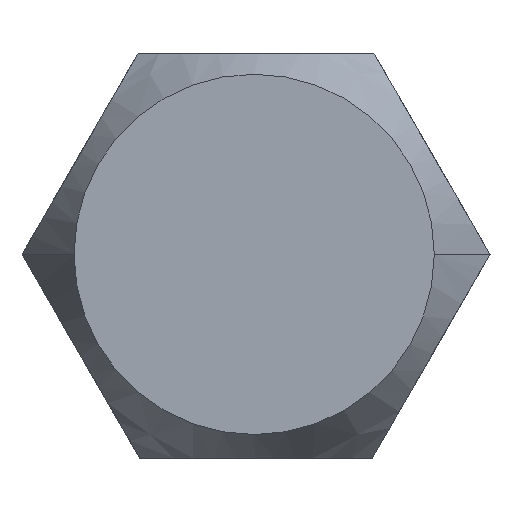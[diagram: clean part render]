
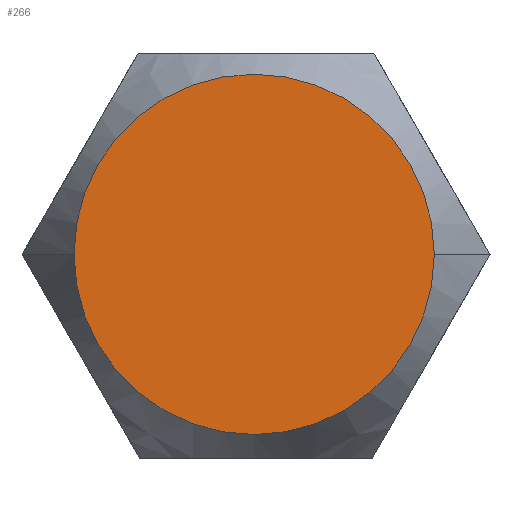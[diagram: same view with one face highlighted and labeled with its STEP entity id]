
A CAD part, front view. The second image highlights one B-rep face of the part: STEP entity #266.
In plain terms, the highlighted planar face has unit normal (0, -1, 0).
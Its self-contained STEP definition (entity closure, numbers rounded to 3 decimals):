
#114 = CARTESIAN_POINT ( 'NONE',  ( -2.8, 0., 0. ) ) ;
#187 = CARTESIAN_POINT ( 'NONE',  ( 2.8, 0., 0. ) ) ;
#266 = ADVANCED_FACE ( 'NONE', ( #3370 ), #2928, .T. ) ;
#345 = DIRECTION ( 'NONE',  ( 1., 0., 0. ) ) ;
#415 = CIRCLE ( 'NONE', #539, 2.8 ) ;
#522 = DIRECTION ( 'NONE',  ( -1., 0., 0. ) ) ;
#539 = AXIS2_PLACEMENT_3D ( 'NONE', #1822, #1836, #3587 ) ;
#566 = ORIENTED_EDGE ( 'NONE', *, *, #619, .F. ) ;
#585 = AXIS2_PLACEMENT_3D ( 'NONE', #2249, #850, #522 ) ;
#619 = EDGE_CURVE ( 'NONE', #1310, #1813, #1157, .T. ) ;
#755 = AXIS2_PLACEMENT_3D ( 'NONE', #3171, #3468, #345 ) ;
#850 = DIRECTION ( 'NONE',  ( 0., 1., 0. ) ) ;
#1157 = CIRCLE ( 'NONE', #585, 2.8 ) ;
#1310 = VERTEX_POINT ( 'NONE', #114 ) ;
#1813 = VERTEX_POINT ( 'NONE', #187 ) ;
#1822 = CARTESIAN_POINT ( 'NONE',  ( 0., 0., 0. ) ) ;
#1836 = DIRECTION ( 'NONE',  ( 0., 1., 0. ) ) ;
#2215 = EDGE_CURVE ( 'NONE', #1813, #1310, #415, .T. ) ;
#2249 = CARTESIAN_POINT ( 'NONE',  ( 0., 0., 0. ) ) ;
#2928 = PLANE ( 'NONE',  #755 ) ;
#3171 = CARTESIAN_POINT ( 'NONE',  ( 0.029, 0., 6.3 ) ) ;
#3357 = ORIENTED_EDGE ( 'NONE', *, *, #2215, .F. ) ;
#3370 = FACE_OUTER_BOUND ( 'NONE', #3750, .T. ) ;
#3468 = DIRECTION ( 'NONE',  ( 0., -1., 0. ) ) ;
#3587 = DIRECTION ( 'NONE',  ( -1., 0., 0. ) ) ;
#3750 = EDGE_LOOP ( 'NONE', ( #566, #3357 ) ) ;
